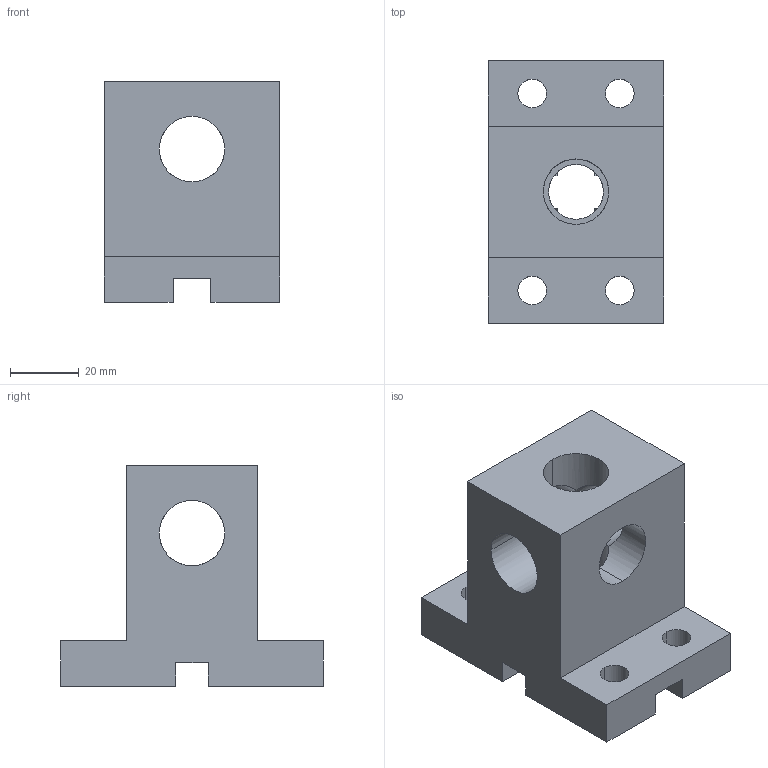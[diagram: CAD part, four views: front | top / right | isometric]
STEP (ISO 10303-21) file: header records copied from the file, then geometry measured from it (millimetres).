
FILE_DESCRIPTION( ( 'Argon' ), 'Build 908' );
FILE_NAME( '10_universal.stp', ' ', ( 'Lee Clore' ), ( 'Onyx Industries' ), 'ACIS Interop', 'Ashlar, Incorporated', 'Argon BY ASHLAR, INCORPORATED' );
FILE_SCHEMA( ( 'automotive_design' ) );
Length unit declared in the file: inch
Products named in the file (1): 1
Bounding box: 50.8 x 76.2 x 64.01 mm (x, y, z)
Volume: 108138.9 mm3; surface area: 26192.1 mm2
Topology: 1 solids, 1 shells, 56 faces, 170 edges, 112 vertices
Faces by surface type: cylinder 30, plane 26
Entity records: 4036 total; most frequent: CARTESIAN_POINT 547, DIRECTION 340, ORIENTED_EDGE 340, STYLED_ITEM 339, PRESENTATION_STYLE_ASSIGNMENT 339, COLOUR_RGB 339, EDGE_CURVE 170, CURVE_STYLE 170
